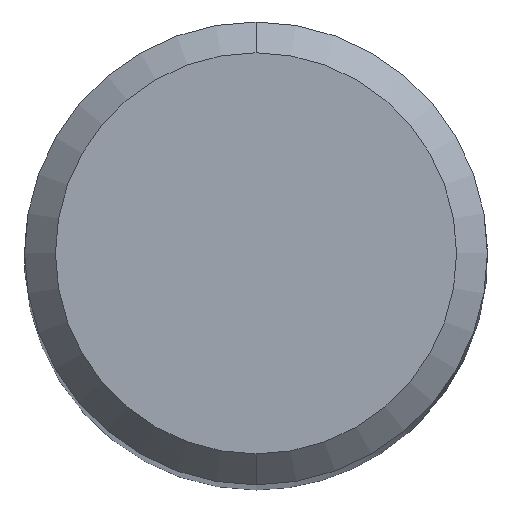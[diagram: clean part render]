
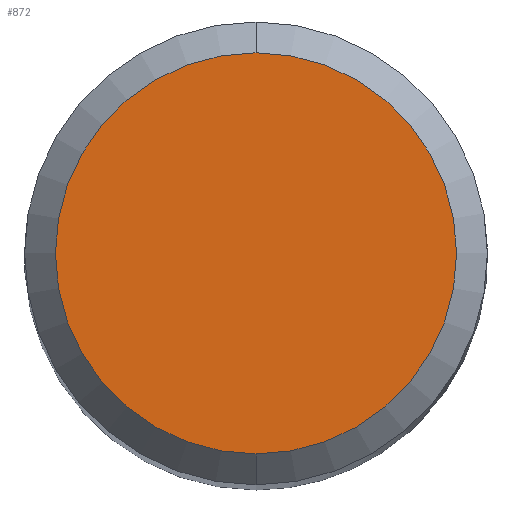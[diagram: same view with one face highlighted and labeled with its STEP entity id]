
A CAD part, top view. The second image highlights one B-rep face of the part: STEP entity #872.
In plain terms, the highlighted planar face has unit normal (0, 0, 1).
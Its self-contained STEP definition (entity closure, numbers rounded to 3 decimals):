
#424=VERTEX_POINT('',#1225);
#690=VERTEX_POINT('',#1517);
#844=EDGE_CURVE('',#424,#690,#1685,.T.);
#872=ADVANCED_FACE('',(#1713),#1714,.T.);
#988=EDGE_CURVE('',#690,#424,#1840,.T.);
#1225=CARTESIAN_POINT('',(0.,-2.6,0.0));
#1517=CARTESIAN_POINT('',(0.0,2.6,0.0));
#1685=CIRCLE('',#4087,2.6);
#1713=FACE_OUTER_BOUND('',#4176,.T.);
#1714=PLANE('',#4177);
#1840=CIRCLE('',#4428,2.6);
#4087=AXIS2_PLACEMENT_3D('',#6400,#6401,#6402);
#4176=EDGE_LOOP('',(#6417,#6418));
#4177=AXIS2_PLACEMENT_3D('',#6419,#6420,#6421);
#4428=AXIS2_PLACEMENT_3D('',#6566,#6567,#6568);
#6400=CARTESIAN_POINT('',(0.0,0.0,0.0));
#6401=DIRECTION('',(0.0,0.0,-1.0));
#6402=DIRECTION('',(0.0,1.0,0.0));
#6417=ORIENTED_EDGE('',*,*,#988,.F.);
#6418=ORIENTED_EDGE('',*,*,#844,.F.);
#6419=CARTESIAN_POINT('',(0.0,1.3,0.0));
#6420=DIRECTION('',(-0.0,0.0,1.0));
#6421=DIRECTION('',(0.0,-1.0,0.0));
#6566=CARTESIAN_POINT('',(0.0,0.0,0.0));
#6567=DIRECTION('',(0.0,0.0,-1.0));
#6568=DIRECTION('',(0.0,1.0,0.0));
